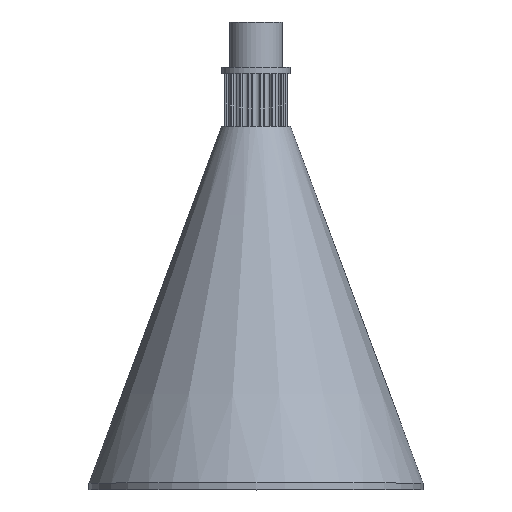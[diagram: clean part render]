
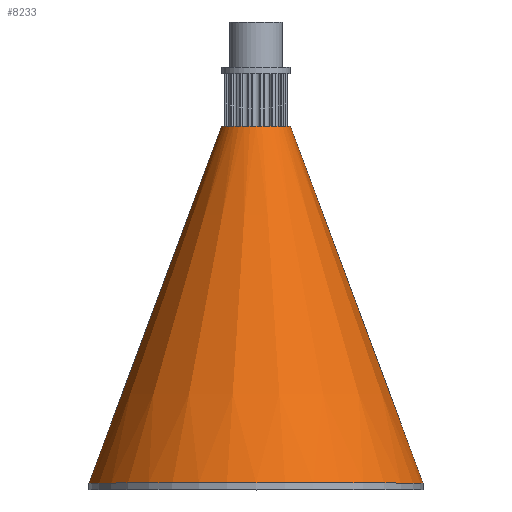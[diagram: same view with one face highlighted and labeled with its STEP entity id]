
A CAD part, top view. The second image highlights one B-rep face of the part: STEP entity #8233.
In plain terms, the highlighted conical face has half-angle 20.383 degrees and reference radius 25.5 mm.
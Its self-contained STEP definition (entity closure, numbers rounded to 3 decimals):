
#3437 = PLANE('',#3438);
#3438 = AXIS2_PLACEMENT_3D('',#3439,#3440,#3441);
#3439 = CARTESIAN_POINT('',(0.,39.5,0.));
#3440 = DIRECTION('',(0.,1.,0.));
#3441 = DIRECTION('',(1.,0.,0.));
#8107 = EDGE_CURVE('',#8108,#8108,#8110,.T.);
#8108 = VERTEX_POINT('',#8109);
#8109 = CARTESIAN_POINT('',(5.25,39.5,0.));
#8110 = SURFACE_CURVE('',#8111,(#8116,#8123),.PCURVE_S1.);
#8111 = CIRCLE('',#8112,5.25);
#8112 = AXIS2_PLACEMENT_3D('',#8113,#8114,#8115);
#8113 = CARTESIAN_POINT('',(0.,39.5,0.));
#8114 = DIRECTION('',(-0.,1.,0.));
#8115 = DIRECTION('',(1.,0.,0.));
#8116 = PCURVE('',#3437,#8117);
#8117 = DEFINITIONAL_REPRESENTATION('',(#8118),#8122);
#8118 = CIRCLE('',#8119,5.25);
#8119 = AXIS2_PLACEMENT_2D('',#8120,#8121);
#8120 = CARTESIAN_POINT('',(0.,0.));
#8121 = DIRECTION('',(1.,0.));
#8122 = ( GEOMETRIC_REPRESENTATION_CONTEXT(2) 
PARAMETRIC_REPRESENTATION_CONTEXT() REPRESENTATION_CONTEXT('2D SPACE',''
  ) );
#8123 = PCURVE('',#8124,#8129);
#8124 = CONICAL_SURFACE('',#8125,25.5,0.356);
#8125 = AXIS2_PLACEMENT_3D('',#8126,#8127,#8128);
#8126 = CARTESIAN_POINT('',(0.,-15.,0.));
#8127 = DIRECTION('',(-0.,-1.,0.));
#8128 = DIRECTION('',(1.,0.,0.));
#8129 = DEFINITIONAL_REPRESENTATION('',(#8130),#8134);
#8130 = LINE('',#8131,#8132);
#8131 = CARTESIAN_POINT('',(-0.,-54.5));
#8132 = VECTOR('',#8133,1.);
#8133 = DIRECTION('',(-1.,-0.));
#8134 = ( GEOMETRIC_REPRESENTATION_CONTEXT(2) 
PARAMETRIC_REPRESENTATION_CONTEXT() REPRESENTATION_CONTEXT('2D SPACE',''
  ) );
#8233 = ADVANCED_FACE('',(#8234),#8124,.T.);
#8234 = FACE_BOUND('',#8235,.T.);
#8235 = EDGE_LOOP('',(#8236,#8237,#8260,#8287));
#8236 = ORIENTED_EDGE('',*,*,#8107,.F.);
#8237 = ORIENTED_EDGE('',*,*,#8238,.F.);
#8238 = EDGE_CURVE('',#8239,#8108,#8241,.T.);
#8239 = VERTEX_POINT('',#8240);
#8240 = CARTESIAN_POINT('',(25.5,-15.,0.));
#8241 = SEAM_CURVE('',#8242,(#8246,#8253),.PCURVE_S1.);
#8242 = LINE('',#8243,#8244);
#8243 = CARTESIAN_POINT('',(25.5,-15.,0.));
#8244 = VECTOR('',#8245,1.);
#8245 = DIRECTION('',(-0.348,0.937,0.)
  );
#8246 = PCURVE('',#8124,#8247);
#8247 = DEFINITIONAL_REPRESENTATION('',(#8248),#8252);
#8248 = LINE('',#8249,#8250);
#8249 = CARTESIAN_POINT('',(-6.283,0.));
#8250 = VECTOR('',#8251,1.);
#8251 = DIRECTION('',(-0.,-1.));
#8252 = ( GEOMETRIC_REPRESENTATION_CONTEXT(2) 
PARAMETRIC_REPRESENTATION_CONTEXT() REPRESENTATION_CONTEXT('2D SPACE',''
  ) );
#8253 = PCURVE('',#8124,#8254);
#8254 = DEFINITIONAL_REPRESENTATION('',(#8255),#8259);
#8255 = LINE('',#8256,#8257);
#8256 = CARTESIAN_POINT('',(0.,-0.));
#8257 = VECTOR('',#8258,1.);
#8258 = DIRECTION('',(-0.,-1.));
#8259 = ( GEOMETRIC_REPRESENTATION_CONTEXT(2) 
PARAMETRIC_REPRESENTATION_CONTEXT() REPRESENTATION_CONTEXT('2D SPACE',''
  ) );
#8260 = ORIENTED_EDGE('',*,*,#8261,.T.);
#8261 = EDGE_CURVE('',#8239,#8239,#8262,.T.);
#8262 = SURFACE_CURVE('',#8263,(#8268,#8275),.PCURVE_S1.);
#8263 = CIRCLE('',#8264,25.5);
#8264 = AXIS2_PLACEMENT_3D('',#8265,#8266,#8267);
#8265 = CARTESIAN_POINT('',(0.,-15.,0.));
#8266 = DIRECTION('',(-0.,1.,0.));
#8267 = DIRECTION('',(1.,0.,0.));
#8268 = PCURVE('',#8124,#8269);
#8269 = DEFINITIONAL_REPRESENTATION('',(#8270),#8274);
#8270 = LINE('',#8271,#8272);
#8271 = CARTESIAN_POINT('',(-0.,-0.));
#8272 = VECTOR('',#8273,1.);
#8273 = DIRECTION('',(-1.,-0.));
#8274 = ( GEOMETRIC_REPRESENTATION_CONTEXT(2) 
PARAMETRIC_REPRESENTATION_CONTEXT() REPRESENTATION_CONTEXT('2D SPACE',''
  ) );
#8275 = PCURVE('',#8276,#8281);
#8276 = CYLINDRICAL_SURFACE('',#8277,25.5);
#8277 = AXIS2_PLACEMENT_3D('',#8278,#8279,#8280);
#8278 = CARTESIAN_POINT('',(0.,-15.,0.));
#8279 = DIRECTION('',(0.,1.,0.));
#8280 = DIRECTION('',(1.,0.,0.));
#8281 = DEFINITIONAL_REPRESENTATION('',(#8282),#8286);
#8282 = LINE('',#8283,#8284);
#8283 = CARTESIAN_POINT('',(0.,0.));
#8284 = VECTOR('',#8285,1.);
#8285 = DIRECTION('',(1.,0.));
#8286 = ( GEOMETRIC_REPRESENTATION_CONTEXT(2) 
PARAMETRIC_REPRESENTATION_CONTEXT() REPRESENTATION_CONTEXT('2D SPACE',''
  ) );
#8287 = ORIENTED_EDGE('',*,*,#8238,.T.);
